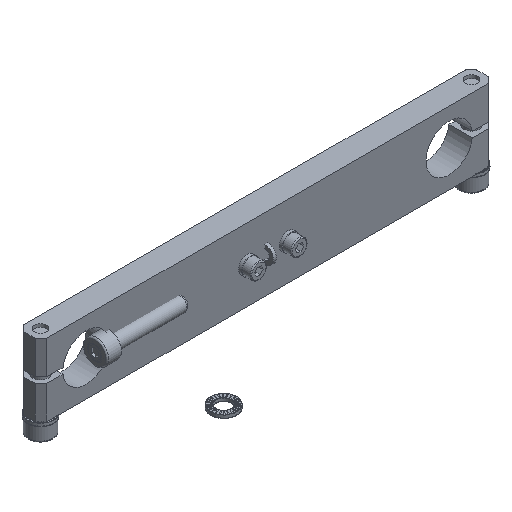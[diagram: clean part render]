
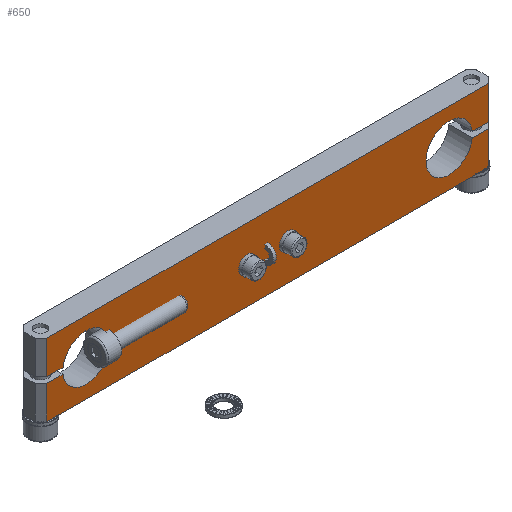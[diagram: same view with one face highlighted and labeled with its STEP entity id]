
A CAD part, isometric view. The second image highlights one B-rep face of the part: STEP entity #650.
In plain terms, the highlighted planar face has unit normal (0, -1, 0).
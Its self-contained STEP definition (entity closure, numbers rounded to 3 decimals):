
#650 = ADVANCED_FACE( '', ( #1372, #1373, #1374 ), #1375, .F. );
#1372 = FACE_BOUND( '', #2160, .T. );
#1373 = FACE_BOUND( '', #2161, .T. );
#1374 = FACE_OUTER_BOUND( '', #2162, .T. );
#1375 = PLANE( '', #2163 );
#2160 = EDGE_LOOP( '', ( #4211 ) );
#2161 = EDGE_LOOP( '', ( #4212 ) );
#2162 = EDGE_LOOP( '', ( #4213, #4214, #4215, #4216, #4217, #4218, #4219, #4220, #4221, #4222, #4223, #4224 ) );
#2163 = AXIS2_PLACEMENT_3D( '', #4225, #4226, #4227 );
#4211 = ORIENTED_EDGE( '', *, *, #5041, .T. );
#4212 = ORIENTED_EDGE( '', *, *, #5585, .T. );
#4213 = ORIENTED_EDGE( '', *, *, #5224, .F. );
#4214 = ORIENTED_EDGE( '', *, *, #5586, .T. );
#4215 = ORIENTED_EDGE( '', *, *, #5289, .F. );
#4216 = ORIENTED_EDGE( '', *, *, #5557, .T. );
#4217 = ORIENTED_EDGE( '', *, *, #5587, .F. );
#4218 = ORIENTED_EDGE( '', *, *, #5577, .T. );
#4219 = ORIENTED_EDGE( '', *, *, #5588, .F. );
#4220 = ORIENTED_EDGE( '', *, *, #5387, .T. );
#4221 = ORIENTED_EDGE( '', *, *, #5246, .F. );
#4222 = ORIENTED_EDGE( '', *, *, #5589, .T. );
#4223 = ORIENTED_EDGE( '', *, *, #5579, .F. );
#4224 = ORIENTED_EDGE( '', *, *, #5417, .T. );
#4225 = CARTESIAN_POINT( '', ( -78., 0., 12.5 ) );
#4226 = DIRECTION( '', ( 0., 1., 0. ) );
#4227 = DIRECTION( '', ( 0., 0., 1. ) );
#5041 = EDGE_CURVE( '', #6240, #6240, #6241, .T. );
#5224 = EDGE_CURVE( '', #6510, #6512, #6513, .T. );
#5246 = EDGE_CURVE( '', #6544, #6546, #6547, .T. );
#5289 = EDGE_CURVE( '', #6603, #6604, #6605, .T. );
#5387 = EDGE_CURVE( '', #6741, #6546, #6742, .T. );
#5417 = EDGE_CURVE( '', #6775, #6512, #6778, .T. );
#5557 = EDGE_CURVE( '', #6603, #6959, #6962, .T. );
#5577 = EDGE_CURVE( '', #6980, #6984, #6986, .T. );
#5579 = EDGE_CURVE( '', #6775, #6988, #6989, .T. );
#5585 = EDGE_CURVE( '', #6996, #6996, #6997, .T. );
#5586 = EDGE_CURVE( '', #6510, #6604, #6998, .T. );
#5587 = EDGE_CURVE( '', #6980, #6959, #6999, .T. );
#5588 = EDGE_CURVE( '', #6741, #6984, #7000, .T. );
#5589 = EDGE_CURVE( '', #6544, #6988, #7001, .T. );
#6240 = VERTEX_POINT( '', #7865 );
#6241 = CIRCLE( '', #7866, 1.6 );
#6510 = VERTEX_POINT( '', #8242 );
#6512 = VERTEX_POINT( '', #8245 );
#6513 = LINE( '', #8246, #8247 );
#6544 = VERTEX_POINT( '', #8288 );
#6546 = VERTEX_POINT( '', #8291 );
#6547 = LINE( '', #8292, #8293 );
#6603 = VERTEX_POINT( '', #8371 );
#6604 = VERTEX_POINT( '', #8372 );
#6605 = LINE( '', #8373, #8374 );
#6741 = VERTEX_POINT( '', #8560 );
#6742 = LINE( '', #8561, #8562 );
#6775 = VERTEX_POINT( '', #8606 );
#6778 = CIRCLE( '', #8610, 8. );
#6959 = VERTEX_POINT( '', #8854 );
#6962 = LINE( '', #8858, #8859 );
#6980 = VERTEX_POINT( '', #8884 );
#6984 = VERTEX_POINT( '', #8889 );
#6986 = CIRCLE( '', #8892, 8. );
#6988 = VERTEX_POINT( '', #8894 );
#6989 = LINE( '', #8895, #8896 );
#6996 = VERTEX_POINT( '', #8905 );
#6997 = CIRCLE( '', #8906, 1.6 );
#6998 = LINE( '', #8907, #8908 );
#6999 = LINE( '', #8909, #8910 );
#7000 = LINE( '', #8911, #8912 );
#7001 = LINE( '', #8913, #8914 );
#7865 = CARTESIAN_POINT( '', ( -7., 0., 1.6 ) );
#7866 = AXIS2_PLACEMENT_3D( '', #9527, #9528, #9529 );
#8242 = CARTESIAN_POINT( '', ( 76., 0., 1. ) );
#8245 = CARTESIAN_POINT( '', ( 70.437, 0., 1. ) );
#8246 = CARTESIAN_POINT( '', ( -78., 0., 1. ) );
#8247 = VECTOR( '', #9710, 1000. );
#8288 = CARTESIAN_POINT( '', ( 76., 0., -12.5 ) );
#8291 = CARTESIAN_POINT( '', ( -76., 0., -12.5 ) );
#8292 = CARTESIAN_POINT( '', ( 78., 0., -12.5 ) );
#8293 = VECTOR( '', #9737, 1000. );
#8371 = CARTESIAN_POINT( '', ( -76., 0., 12.5 ) );
#8372 = CARTESIAN_POINT( '', ( 76., 0., 12.5 ) );
#8373 = CARTESIAN_POINT( '', ( -78., 0., 12.5 ) );
#8374 = VECTOR( '', #9778, 1000. );
#8560 = CARTESIAN_POINT( '', ( -76., 0., -1. ) );
#8561 = CARTESIAN_POINT( '', ( -76., 0., 12.5 ) );
#8562 = VECTOR( '', #9880, 1000. );
#8606 = CARTESIAN_POINT( '', ( 70.437, 0., -1. ) );
#8610 = AXIS2_PLACEMENT_3D( '', #9908, #9909, #9910 );
#8854 = CARTESIAN_POINT( '', ( -76., 0., 1. ) );
#8858 = CARTESIAN_POINT( '', ( -76., 0., 12.5 ) );
#8859 = VECTOR( '', #10101, 1000. );
#8884 = CARTESIAN_POINT( '', ( -70.437, 0., 1. ) );
#8889 = CARTESIAN_POINT( '', ( -70.437, 0., -1. ) );
#8892 = AXIS2_PLACEMENT_3D( '', #10114, #10115, #10116 );
#8894 = CARTESIAN_POINT( '', ( 76., 0., -1. ) );
#8895 = CARTESIAN_POINT( '', ( -78., 0., -1. ) );
#8896 = VECTOR( '', #10117, 1000. );
#8905 = CARTESIAN_POINT( '', ( 7., 0., 1.6 ) );
#8906 = AXIS2_PLACEMENT_3D( '', #10123, #10124, #10125 );
#8907 = CARTESIAN_POINT( '', ( 76., 0., 12.5 ) );
#8908 = VECTOR( '', #10126, 1000. );
#8909 = CARTESIAN_POINT( '', ( -78., 0., 1. ) );
#8910 = VECTOR( '', #10127, 1000. );
#8911 = CARTESIAN_POINT( '', ( -78., 0., -1. ) );
#8912 = VECTOR( '', #10128, 1000. );
#8913 = CARTESIAN_POINT( '', ( 76., 0., 12.5 ) );
#8914 = VECTOR( '', #10129, 1000. );
#9527 = CARTESIAN_POINT( '', ( -7., 0., 0. ) );
#9528 = DIRECTION( '', ( 0., 1., 0. ) );
#9529 = DIRECTION( '', ( 0., 0., 1. ) );
#9710 = DIRECTION( '', ( -1., 0., 0. ) );
#9737 = DIRECTION( '', ( -1., 0., 0. ) );
#9778 = DIRECTION( '', ( 1., 0., 0. ) );
#9880 = DIRECTION( '', ( 0., 0., -1. ) );
#9908 = CARTESIAN_POINT( '', ( 62.5, 0., 0. ) );
#9909 = DIRECTION( '', ( 0., 1., 0. ) );
#9910 = DIRECTION( '', ( 0., 0., 1. ) );
#10101 = DIRECTION( '', ( 0., 0., -1. ) );
#10114 = CARTESIAN_POINT( '', ( -62.5, 0., 0. ) );
#10115 = DIRECTION( '', ( 0., 1., 0. ) );
#10116 = DIRECTION( '', ( 0., 0., 1. ) );
#10117 = DIRECTION( '', ( 1., 0., 0. ) );
#10123 = CARTESIAN_POINT( '', ( 7., 0., 0. ) );
#10124 = DIRECTION( '', ( 0., 1., 0. ) );
#10125 = DIRECTION( '', ( 0., 0., 1. ) );
#10126 = DIRECTION( '', ( 0., 0., 1. ) );
#10127 = DIRECTION( '', ( -1., 0., 0. ) );
#10128 = DIRECTION( '', ( 1., 0., 0. ) );
#10129 = DIRECTION( '', ( 0., 0., 1. ) );
